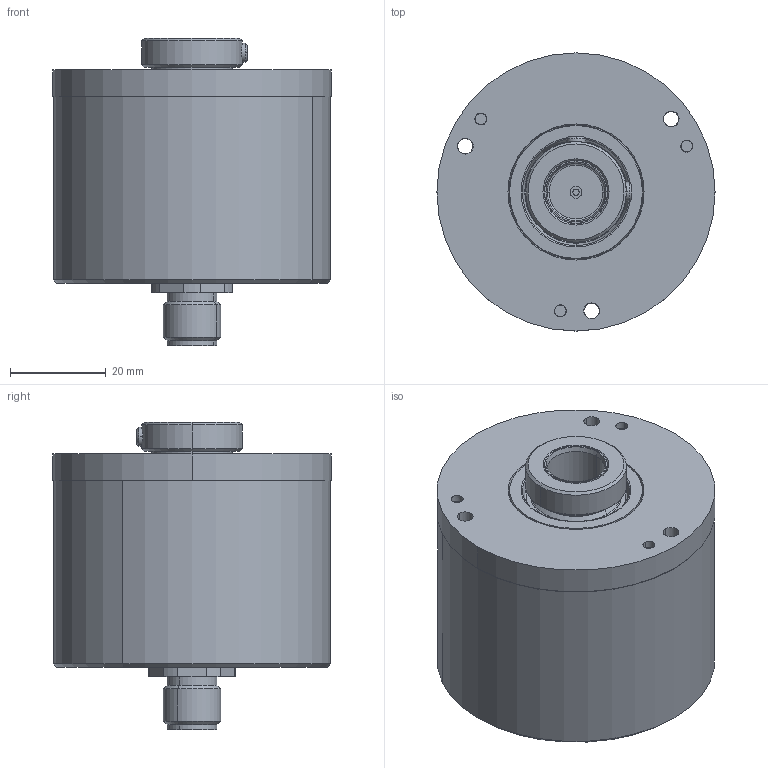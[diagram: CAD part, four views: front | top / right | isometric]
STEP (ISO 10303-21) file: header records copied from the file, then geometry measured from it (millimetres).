
FILE_DESCRIPTION((''),'2;1');
FILE_NAME('528216','2010-10-14T',('se2802'),(''),'PRO/ENGINEER BY PARAMETRIC TECHNOLOGY CORPORATION, 2010180','PRO/ENGINEER BY PARAMETRIC TECHNOLOGY CORPORATION, 2010180','');
FILE_SCHEMA(('CONFIG_CONTROL_DESIGN'));
Length unit declared in the file: millimetre
Products named in the file (1): 528216
Bounding box: 58 x 58 x 64.1 mm (x, y, z)
Volume: 68610.4 mm3; surface area: 38952.7 mm2
Topology: 1 solids, 2 shells, 977 faces, 2729 edges, 1719 vertices
Faces by surface type: cylinder 426, plane 345, cone 105, torus 91, sphere 8, revolution 2
Entity records: 33743 total; most frequent: CARTESIAN_POINT 7655, DIRECTION 5838, ORIENTED_EDGE 5434, EDGE_CURVE 2717, AXIS2_PLACEMENT_3D 2318, VERTEX_POINT 1720, CIRCLE 1343, VECTOR 1200
